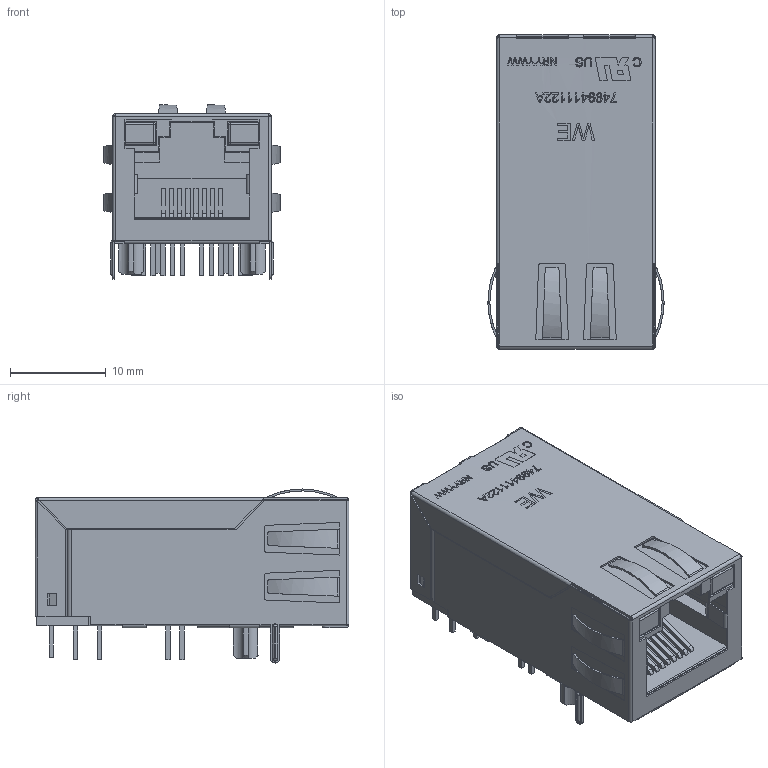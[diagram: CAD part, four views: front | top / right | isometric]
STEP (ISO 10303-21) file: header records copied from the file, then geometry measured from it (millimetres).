
FILE_DESCRIPTION(/* description */ ('Unknown'),/* implementation_level */ '2;1');
FILE_NAME(/* name */ 'T_Wurth_WE-RJ45LAN_7499411122A',/* time_stamp */ '2025-08-21T16:06:21+08:00',/* author */ ('Unknown'),/* organization */ ('Unknown'),/* preprocessor_version */ 'ST-DEVELOPER v19.4',/* originating_system */ 'Solid Edge',/* authorisation */ 'Unknown');
FILE_SCHEMA (('AUTOMOTIVE_DESIGN {1 0 10303 214 3 1 1}'));
Length unit declared in the file: millimetre
Products named in the file (2): T_Wurth_WE-RJ45LAN_7499411122A
Assembly tree (1 placements, depth 2):
  T_Wurth_WE-RJ45LAN_7499411122A
    T_Wurth_WE-RJ45LAN_7499411122A
Bounding box: 18.4 x 32.8 x 18.18 mm (x, y, z)
Volume: 6120.3 mm3; surface area: 3964.8 mm2
Topology: 1 solids, 1 shells, 878 faces, 2318 edges, 1487 vertices
Faces by surface type: plane 599, cylinder 202, bspline 40, torus 16, sphere 13, cone 8
Entity records: 34018 total; most frequent: CARTESIAN_POINT 6872, ORIENTED_EDGE 4608, DIRECTION 3889, EDGE_CURVE 2304, VERTEX_POINT 1487, LINE 1445, VECTOR 1445, AXIS2_PLACEMENT_3D 1222
